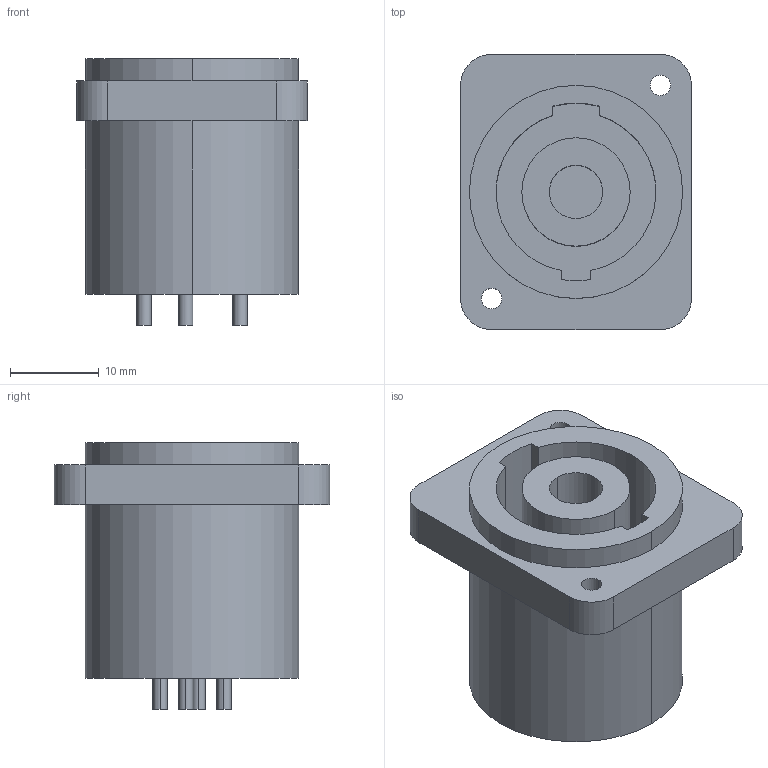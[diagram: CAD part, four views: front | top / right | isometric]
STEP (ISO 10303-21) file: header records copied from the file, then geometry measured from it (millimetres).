
FILE_DESCRIPTION((''),'2;1');
FILE_NAME('D-NL4MD-V-2','2016-02-05T',('odo'),(''),'CREO PARAMETRIC BY PTC INC, 2015380','CREO PARAMETRIC BY PTC INC, 2015380','');
FILE_SCHEMA(('CONFIG_CONTROL_DESIGN'));
Length unit declared in the file: millimetre
Products named in the file (1): D-NL4MD-V-2
Bounding box: 26 x 31 x 30 mm (x, y, z)
Volume: 10034.4 mm3; surface area: 6210.8 mm2
Topology: 1 solids, 1 shells, 47 faces, 108 edges, 72 vertices
Faces by surface type: cylinder 28, plane 19
Entity records: 1404 total; most frequent: DIRECTION 258, CARTESIAN_POINT 227, ORIENTED_EDGE 216, EDGE_CURVE 108, AXIS2_PLACEMENT_3D 103, VERTEX_POINT 72, EDGE_LOOP 60, CIRCLE 56
